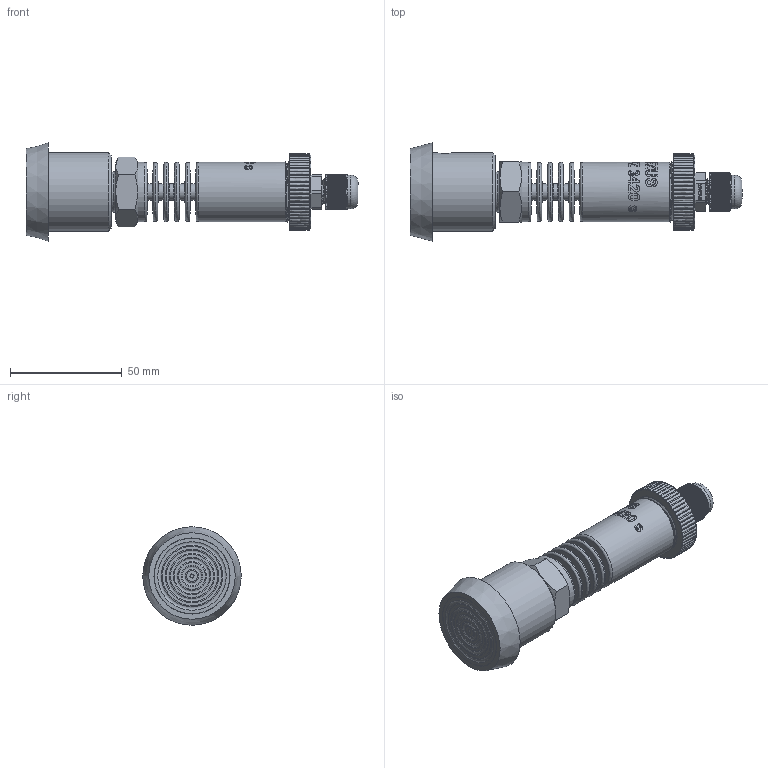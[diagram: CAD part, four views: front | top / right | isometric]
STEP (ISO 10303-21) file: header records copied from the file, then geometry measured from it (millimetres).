
FILE_DESCRIPTION(/* description */ (''),/* implementation_level */ '2;1');
FILE_NAME(/* name */ 'APZ3420s_TapperDN25_radiator_2.step',/* time_stamp */ '2021-07-08T13:52:21+03:00',/* author */ (''),/* organization */ (''),/* preprocessor_version */ 'ST-DEVELOPER v18.1',/* originating_system */ 'Autodesk Translation Framework v10.9.0.1377',/* authorisation */ '');
FILE_SCHEMA (('AUTOMOTIVE_DESIGN { 1 0 10303 214 3 1 1 }'));
Length unit declared in the file: millimetre
Products named in the file (9): АПЗ 3420S заполненная; OMAL nut M27x1.5; Ш100.000.001; M12x1.5 Cable gland; Cable gland; Rubber gasket; M12 Domed nut; G1\2EN radiator; Tapper socket DN25 diaphragm 34 v2
Assembly tree (8 placements, depth 3):
  АПЗ 3420S заполненная
    OMAL nut M27x1.5
    Ш100.000.001
    M12x1.5 Cable gland
      Cable gland
      Rubber gasket
      M12 Domed nut
    G1\2EN radiator
    Tapper socket DN25 diaphragm 34 v2
Bounding box: 148.33 x 44 x 44 mm (x, y, z)
Volume: 86256.4 mm3; surface area: 34439.7 mm2
Topology: 8 solids, 8 shells, 2802 faces, 8175 edges, 5450 vertices
Faces by surface type: plane 1505, cylinder 799, bspline 432, torus 34, cone 30, sphere 2
Full cylindrical faces by diameter (mm): 1 x6, 2 x1, 3 x1, 3.3 x1, 5 x1, 6 x3, 7 x1, 7.5 x6, 8 x1, 9.976 x5, 10 x6, 10.376 x4, 10.526 x3, 11.6 x4, 12 x5, 12.203 x3, 12.6 x1, 15 x1, 16.7 x1, 17 x1, 17.5 x1, 18 x1, 18.631 x6, 20.955 x7, 21.4 x2, 22 x1, 22.3 x1, 22.5 x1, 24.5 x1, 25.132 x4
Entity records: 124843 total; most frequent: CARTESIAN_POINT 53890, ORIENTED_EDGE 16346, DIRECTION 12794, EDGE_CURVE 8173, VERTEX_POINT 5449, LINE 4358, VECTOR 4358, AXIS2_PLACEMENT_3D 4218
